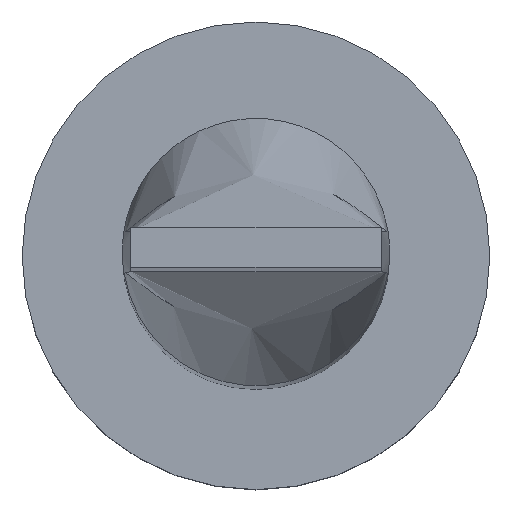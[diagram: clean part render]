
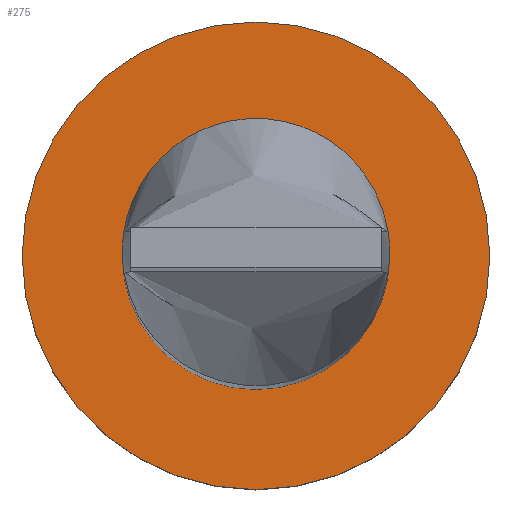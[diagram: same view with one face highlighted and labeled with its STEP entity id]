
A CAD part, top view. The second image highlights one B-rep face of the part: STEP entity #275.
In plain terms, the highlighted planar face has unit normal (0, 0, 1).
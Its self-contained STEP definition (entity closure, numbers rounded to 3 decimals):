
#20 = FACE_BOUND ( 'NONE', #170, .T. ) ;
#53 = CARTESIAN_POINT ( 'NONE',  ( -7., 0., 5. ) ) ;
#59 = EDGE_LOOP ( 'NONE', ( #522, #146 ) ) ;
#63 = DIRECTION ( 'NONE',  ( 0., 0., 1. ) ) ;
#81 = ORIENTED_EDGE ( 'NONE', *, *, #385, .F. ) ;
#97 = AXIS2_PLACEMENT_3D ( 'NONE', #234, #106, #288 ) ;
#105 = ORIENTED_EDGE ( 'NONE', *, *, #562, .F. ) ;
#106 = DIRECTION ( 'NONE',  ( 0., 0., 1. ) ) ;
#108 = CIRCLE ( 'NONE', #97, 7. ) ;
#113 = CARTESIAN_POINT ( 'NONE',  ( 4., 0., 5. ) ) ;
#117 = CIRCLE ( 'NONE', #297, 4. ) ;
#119 = DIRECTION ( 'NONE',  ( 0., 0., 1. ) ) ;
#146 = ORIENTED_EDGE ( 'NONE', *, *, #546, .T. ) ;
#153 = VERTEX_POINT ( 'NONE', #53 ) ;
#157 = AXIS2_PLACEMENT_3D ( 'NONE', #376, #63, #243 ) ;
#160 = CARTESIAN_POINT ( 'NONE',  ( 0., 0., 5. ) ) ;
#170 = EDGE_LOOP ( 'NONE', ( #105, #81 ) ) ;
#193 = FACE_OUTER_BOUND ( 'NONE', #59, .T. ) ;
#234 = CARTESIAN_POINT ( 'NONE',  ( 0., 0., 5. ) ) ;
#243 = DIRECTION ( 'NONE',  ( 1., 0., 0. ) ) ;
#252 = DIRECTION ( 'NONE',  ( 0., 0., 1. ) ) ;
#275 = ADVANCED_FACE ( 'NONE', ( #20, #193 ), #555, .T. ) ;
#288 = DIRECTION ( 'NONE',  ( 1., 0., 0. ) ) ;
#297 = AXIS2_PLACEMENT_3D ( 'NONE', #473, #338, #375 ) ;
#309 = VERTEX_POINT ( 'NONE', #484 ) ;
#338 = DIRECTION ( 'NONE',  ( 0., 0., 1. ) ) ;
#340 = DIRECTION ( 'NONE',  ( 1., 0., 0. ) ) ;
#350 = CARTESIAN_POINT ( 'NONE',  ( 0., 0., 5. ) ) ;
#366 = CIRCLE ( 'NONE', #556, 4. ) ;
#370 = EDGE_CURVE ( 'NONE', #153, #309, #499, .T. ) ;
#375 = DIRECTION ( 'NONE',  ( 1., 0., 0. ) ) ;
#376 = CARTESIAN_POINT ( 'NONE',  ( 0., 0., 5. ) ) ;
#385 = EDGE_CURVE ( 'NONE', #418, #472, #366, .T. ) ;
#418 = VERTEX_POINT ( 'NONE', #113 ) ;
#447 = CARTESIAN_POINT ( 'NONE',  ( -4., 0., 5. ) ) ;
#472 = VERTEX_POINT ( 'NONE', #447 ) ;
#473 = CARTESIAN_POINT ( 'NONE',  ( 0., 0., 5. ) ) ;
#484 = CARTESIAN_POINT ( 'NONE',  ( 7., 0., 5. ) ) ;
#499 = CIRCLE ( 'NONE', #508, 7. ) ;
#508 = AXIS2_PLACEMENT_3D ( 'NONE', #350, #252, #340 ) ;
#522 = ORIENTED_EDGE ( 'NONE', *, *, #370, .T. ) ;
#546 = EDGE_CURVE ( 'NONE', #309, #153, #108, .T. ) ;
#555 = PLANE ( 'NONE',  #157 ) ;
#556 = AXIS2_PLACEMENT_3D ( 'NONE', #160, #119, #573 ) ;
#562 = EDGE_CURVE ( 'NONE', #472, #418, #117, .T. ) ;
#573 = DIRECTION ( 'NONE',  ( 1., 0., 0. ) ) ;
